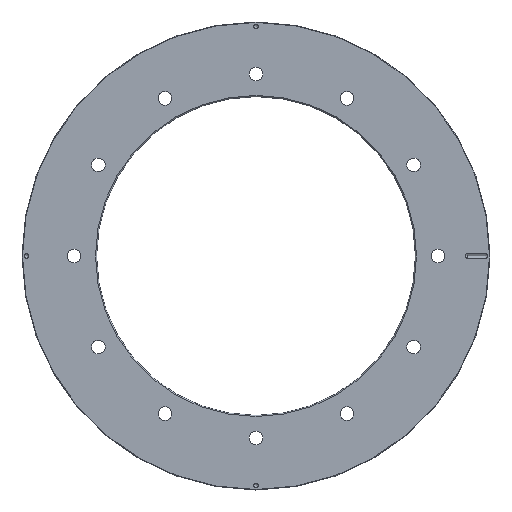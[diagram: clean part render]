
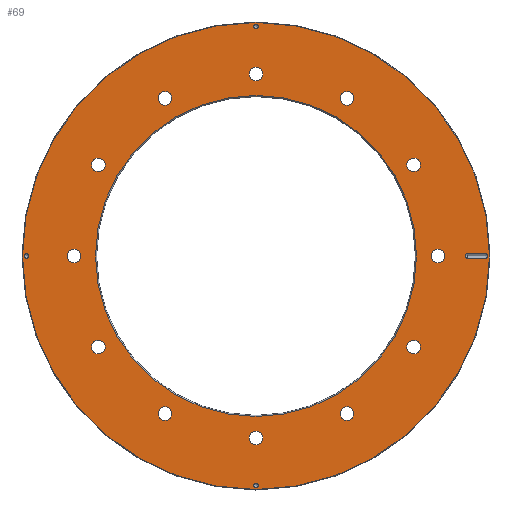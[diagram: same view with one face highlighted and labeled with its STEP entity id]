
A CAD part, top view. The second image highlights one B-rep face of the part: STEP entity #69.
In plain terms, the highlighted planar face has unit normal (0, 0, 1).
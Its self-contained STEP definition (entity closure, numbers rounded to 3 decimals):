
#69=ADVANCED_FACE('',(#129,#130,#131,#132,#133,#134,#135,#136,#137,#138,
#139,#140,#141,#142,#143,#144,#145,#146),#100,.T.);
#100=PLANE('',#556);
#107=LINE('',#763,#118);
#108=LINE('',#766,#119);
#109=LINE('',#770,#120);
#110=LINE('',#772,#121);
#111=LINE('',#774,#122);
#112=LINE('',#778,#123);
#118=VECTOR('',#611,1.);
#119=VECTOR('',#612,1.);
#120=VECTOR('',#615,1.);
#121=VECTOR('',#616,1.);
#122=VECTOR('',#617,1.);
#123=VECTOR('',#620,1.);
#129=FACE_BOUND('',#209,.T.);
#130=FACE_BOUND('',#210,.T.);
#131=FACE_BOUND('',#211,.T.);
#132=FACE_BOUND('',#212,.T.);
#133=FACE_BOUND('',#213,.T.);
#134=FACE_BOUND('',#214,.T.);
#135=FACE_BOUND('',#215,.T.);
#136=FACE_BOUND('',#216,.T.);
#137=FACE_BOUND('',#217,.T.);
#138=FACE_BOUND('',#218,.T.);
#139=FACE_BOUND('',#219,.T.);
#140=FACE_BOUND('',#220,.T.);
#141=FACE_BOUND('',#221,.T.);
#142=FACE_BOUND('',#222,.T.);
#143=FACE_BOUND('',#223,.T.);
#144=FACE_BOUND('',#224,.T.);
#145=FACE_BOUND('',#225,.T.);
#146=FACE_BOUND('',#226,.T.);
#209=EDGE_LOOP('',(#290));
#210=EDGE_LOOP('',(#291,#292,#293,#294,#295,#296,#297,#298));
#211=EDGE_LOOP('',(#299));
#212=EDGE_LOOP('',(#300));
#213=EDGE_LOOP('',(#301));
#214=EDGE_LOOP('',(#302));
#215=EDGE_LOOP('',(#303));
#216=EDGE_LOOP('',(#304));
#217=EDGE_LOOP('',(#305));
#218=EDGE_LOOP('',(#306));
#219=EDGE_LOOP('',(#307));
#220=EDGE_LOOP('',(#308));
#221=EDGE_LOOP('',(#309));
#222=EDGE_LOOP('',(#310));
#223=EDGE_LOOP('',(#311));
#224=EDGE_LOOP('',(#312));
#225=EDGE_LOOP('',(#313));
#226=EDGE_LOOP('',(#314));
#290=ORIENTED_EDGE('',*,*,#445,.T.);
#291=ORIENTED_EDGE('',*,*,#446,.F.);
#292=ORIENTED_EDGE('',*,*,#447,.F.);
#293=ORIENTED_EDGE('',*,*,#448,.T.);
#294=ORIENTED_EDGE('',*,*,#449,.F.);
#295=ORIENTED_EDGE('',*,*,#450,.T.);
#296=ORIENTED_EDGE('',*,*,#451,.T.);
#297=ORIENTED_EDGE('',*,*,#452,.T.);
#298=ORIENTED_EDGE('',*,*,#453,.T.);
#299=ORIENTED_EDGE('',*,*,#454,.T.);
#300=ORIENTED_EDGE('',*,*,#455,.T.);
#301=ORIENTED_EDGE('',*,*,#456,.T.);
#302=ORIENTED_EDGE('',*,*,#457,.T.);
#303=ORIENTED_EDGE('',*,*,#458,.T.);
#304=ORIENTED_EDGE('',*,*,#459,.T.);
#305=ORIENTED_EDGE('',*,*,#460,.T.);
#306=ORIENTED_EDGE('',*,*,#461,.T.);
#307=ORIENTED_EDGE('',*,*,#462,.T.);
#308=ORIENTED_EDGE('',*,*,#463,.T.);
#309=ORIENTED_EDGE('',*,*,#464,.T.);
#310=ORIENTED_EDGE('',*,*,#465,.T.);
#311=ORIENTED_EDGE('',*,*,#466,.T.);
#312=ORIENTED_EDGE('',*,*,#467,.T.);
#313=ORIENTED_EDGE('',*,*,#468,.T.);
#314=ORIENTED_EDGE('',*,*,#469,.T.);
#394=VERTEX_POINT('',#762);
#395=VERTEX_POINT('',#764);
#396=VERTEX_POINT('',#765);
#397=VERTEX_POINT('',#767);
#398=VERTEX_POINT('',#769);
#399=VERTEX_POINT('',#771);
#400=VERTEX_POINT('',#773);
#401=VERTEX_POINT('',#775);
#402=VERTEX_POINT('',#777);
#403=VERTEX_POINT('',#780);
#404=VERTEX_POINT('',#782);
#405=VERTEX_POINT('',#784);
#406=VERTEX_POINT('',#786);
#407=VERTEX_POINT('',#788);
#408=VERTEX_POINT('',#790);
#409=VERTEX_POINT('',#792);
#410=VERTEX_POINT('',#794);
#411=VERTEX_POINT('',#796);
#412=VERTEX_POINT('',#798);
#413=VERTEX_POINT('',#800);
#414=VERTEX_POINT('',#802);
#415=VERTEX_POINT('',#804);
#416=VERTEX_POINT('',#806);
#417=VERTEX_POINT('',#808);
#418=VERTEX_POINT('',#810);
#445=EDGE_CURVE('',#394,#394,#497,.T.);
#446=EDGE_CURVE('',#395,#396,#107,.T.);
#447=EDGE_CURVE('',#397,#395,#108,.T.);
#448=EDGE_CURVE('',#397,#398,#498,.T.);
#449=EDGE_CURVE('',#399,#398,#109,.T.);
#450=EDGE_CURVE('',#399,#400,#110,.T.);
#451=EDGE_CURVE('',#400,#401,#111,.T.);
#452=EDGE_CURVE('',#401,#402,#499,.T.);
#453=EDGE_CURVE('',#402,#396,#112,.T.);
#454=EDGE_CURVE('',#403,#403,#500,.T.);
#455=EDGE_CURVE('',#404,#404,#501,.T.);
#456=EDGE_CURVE('',#405,#405,#502,.T.);
#457=EDGE_CURVE('',#406,#406,#503,.T.);
#458=EDGE_CURVE('',#407,#407,#504,.T.);
#459=EDGE_CURVE('',#408,#408,#505,.T.);
#460=EDGE_CURVE('',#409,#409,#506,.T.);
#461=EDGE_CURVE('',#410,#410,#507,.T.);
#462=EDGE_CURVE('',#411,#411,#508,.T.);
#463=EDGE_CURVE('',#412,#412,#509,.T.);
#464=EDGE_CURVE('',#413,#413,#510,.T.);
#465=EDGE_CURVE('',#414,#414,#511,.T.);
#466=EDGE_CURVE('',#415,#415,#512,.T.);
#467=EDGE_CURVE('',#416,#416,#513,.T.);
#468=EDGE_CURVE('',#417,#417,#514,.T.);
#469=EDGE_CURVE('',#418,#418,#515,.T.);
#497=CIRCLE('',#537,1.);
#498=CIRCLE('',#538,1.);
#499=CIRCLE('',#539,1.);
#500=CIRCLE('',#540,3.);
#501=CIRCLE('',#541,3.);
#502=CIRCLE('',#542,3.);
#503=CIRCLE('',#543,3.);
#504=CIRCLE('',#544,3.);
#505=CIRCLE('',#545,3.);
#506=CIRCLE('',#546,3.);
#507=CIRCLE('',#547,3.);
#508=CIRCLE('',#548,3.);
#509=CIRCLE('',#549,3.);
#510=CIRCLE('',#550,3.);
#511=CIRCLE('',#551,3.);
#512=CIRCLE('',#552,102.93);
#513=CIRCLE('',#553,70.753);
#514=CIRCLE('',#554,1.);
#515=CIRCLE('',#555,1.);
#537=AXIS2_PLACEMENT_3D('',#761,#609,#610);
#538=AXIS2_PLACEMENT_3D('',#768,#613,#614);
#539=AXIS2_PLACEMENT_3D('',#776,#618,#619);
#540=AXIS2_PLACEMENT_3D('',#779,#621,#622);
#541=AXIS2_PLACEMENT_3D('',#781,#623,#624);
#542=AXIS2_PLACEMENT_3D('',#783,#625,#626);
#543=AXIS2_PLACEMENT_3D('',#785,#627,#628);
#544=AXIS2_PLACEMENT_3D('',#787,#629,#630);
#545=AXIS2_PLACEMENT_3D('',#789,#631,#632);
#546=AXIS2_PLACEMENT_3D('',#791,#633,#634);
#547=AXIS2_PLACEMENT_3D('',#793,#635,#636);
#548=AXIS2_PLACEMENT_3D('',#795,#637,#638);
#549=AXIS2_PLACEMENT_3D('',#797,#639,#640);
#550=AXIS2_PLACEMENT_3D('',#799,#641,#642);
#551=AXIS2_PLACEMENT_3D('',#801,#643,#644);
#552=AXIS2_PLACEMENT_3D('',#803,#645,#646);
#553=AXIS2_PLACEMENT_3D('',#805,#647,#648);
#554=AXIS2_PLACEMENT_3D('',#807,#649,#650);
#555=AXIS2_PLACEMENT_3D('',#809,#651,#652);
#556=AXIS2_PLACEMENT_3D('',#811,#653,#654);
#609=DIRECTION('',(0.,0.,-1.));
#610=DIRECTION('',(0.,-1.,0.));
#611=DIRECTION('',(1.,0.,0.));
#612=DIRECTION('',(0.,-1.,0.));
#613=DIRECTION('',(0.,0.,-1.));
#614=DIRECTION('',(-1.,0.,0.));
#615=DIRECTION('',(0.,-1.,0.));
#616=DIRECTION('',(1.,0.,0.));
#617=DIRECTION('',(0.,-1.,0.));
#618=DIRECTION('',(0.,0.,-1.));
#619=DIRECTION('',(-1.,0.,0.));
#620=DIRECTION('',(0.,-1.,0.));
#621=DIRECTION('',(0.,0.,-1.));
#622=DIRECTION('',(-1.,0.,0.));
#623=DIRECTION('',(0.,0.,-1.));
#624=DIRECTION('',(-0.866,-0.5,0.));
#625=DIRECTION('',(0.,0.,-1.));
#626=DIRECTION('',(-0.5,-0.866,0.));
#627=DIRECTION('',(0.,0.,-1.));
#628=DIRECTION('',(0.,-1.,0.));
#629=DIRECTION('',(0.,0.,-1.));
#630=DIRECTION('',(0.5,-0.866,0.));
#631=DIRECTION('',(0.,0.,-1.));
#632=DIRECTION('',(0.866,-0.5,0.));
#633=DIRECTION('',(0.,0.,-1.));
#634=DIRECTION('',(1.,0.,0.));
#635=DIRECTION('',(0.,0.,-1.));
#636=DIRECTION('',(0.866,0.5,0.));
#637=DIRECTION('',(0.,0.,-1.));
#638=DIRECTION('',(0.5,0.866,0.));
#639=DIRECTION('',(0.,0.,-1.));
#640=DIRECTION('',(0.,1.,0.));
#641=DIRECTION('',(0.,0.,-1.));
#642=DIRECTION('',(-0.5,0.866,0.));
#643=DIRECTION('',(0.,0.,-1.));
#644=DIRECTION('',(-0.866,0.5,0.));
#645=DIRECTION('',(0.,0.,1.));
#646=DIRECTION('',(1.,0.,0.));
#647=DIRECTION('',(0.,0.,-1.));
#648=DIRECTION('',(1.,0.,0.));
#649=DIRECTION('',(0.,0.,-1.));
#650=DIRECTION('',(-1.,0.,0.));
#651=DIRECTION('',(0.,0.,-1.));
#652=DIRECTION('',(1.,0.,0.));
#653=DIRECTION('',(0.,0.,1.));
#654=DIRECTION('',(1.,0.,0.));
#761=CARTESIAN_POINT('',(-101.13,0.,10.));
#762=CARTESIAN_POINT('',(-101.13,-1.,10.));
#763=CARTESIAN_POINT('',(93.15,-1.,10.));
#764=CARTESIAN_POINT('',(93.15,-1.,10.));
#765=CARTESIAN_POINT('',(101.15,-1.,10.));
#766=CARTESIAN_POINT('',(93.15,1.,10.));
#767=CARTESIAN_POINT('',(93.15,-1.,10.));
#768=CARTESIAN_POINT('',(93.13,0.,10.));
#769=CARTESIAN_POINT('',(93.15,1.,10.));
#770=CARTESIAN_POINT('',(93.15,1.,10.));
#771=CARTESIAN_POINT('',(93.15,1.,10.));
#772=CARTESIAN_POINT('',(93.15,1.,10.));
#773=CARTESIAN_POINT('',(101.15,1.,10.));
#774=CARTESIAN_POINT('',(101.15,1.,10.));
#775=CARTESIAN_POINT('',(101.15,1.,10.));
#776=CARTESIAN_POINT('',(101.13,0.,10.));
#777=CARTESIAN_POINT('',(101.15,-1.,10.));
#778=CARTESIAN_POINT('',(101.15,1.,10.));
#779=CARTESIAN_POINT('',(80.25,0.,10.));
#780=CARTESIAN_POINT('',(77.25,0.,10.));
#781=CARTESIAN_POINT('',(69.499,40.125,10.));
#782=CARTESIAN_POINT('',(66.9,38.625,10.));
#783=CARTESIAN_POINT('',(40.125,69.499,10.));
#784=CARTESIAN_POINT('',(38.625,66.9,10.));
#785=CARTESIAN_POINT('',(0.,80.25,10.));
#786=CARTESIAN_POINT('',(0.,77.25,10.));
#787=CARTESIAN_POINT('',(-40.125,69.499,10.));
#788=CARTESIAN_POINT('',(-38.625,66.9,10.));
#789=CARTESIAN_POINT('',(-69.499,40.125,10.));
#790=CARTESIAN_POINT('',(-66.9,38.625,10.));
#791=CARTESIAN_POINT('',(-80.25,0.,10.));
#792=CARTESIAN_POINT('',(-77.25,0.,10.));
#793=CARTESIAN_POINT('',(-69.499,-40.125,10.));
#794=CARTESIAN_POINT('',(-66.9,-38.625,10.));
#795=CARTESIAN_POINT('',(-40.125,-69.499,10.));
#796=CARTESIAN_POINT('',(-38.625,-66.9,10.));
#797=CARTESIAN_POINT('',(0.,-80.25,10.));
#798=CARTESIAN_POINT('',(0.,-77.25,10.));
#799=CARTESIAN_POINT('',(40.125,-69.499,10.));
#800=CARTESIAN_POINT('',(38.625,-66.9,10.));
#801=CARTESIAN_POINT('',(69.499,-40.125,10.));
#802=CARTESIAN_POINT('',(66.9,-38.625,10.));
#803=CARTESIAN_POINT('',(0.,0.,10.));
#804=CARTESIAN_POINT('',(102.93,0.,10.));
#805=CARTESIAN_POINT('',(0.,0.,10.));
#806=CARTESIAN_POINT('',(70.753,0.,10.));
#807=CARTESIAN_POINT('',(0.,101.13,10.));
#808=CARTESIAN_POINT('',(-1.,101.13,10.));
#809=CARTESIAN_POINT('',(0.,-101.13,10.));
#810=CARTESIAN_POINT('',(1.,-101.13,10.));
#811=CARTESIAN_POINT('',(0.,0.,10.));
